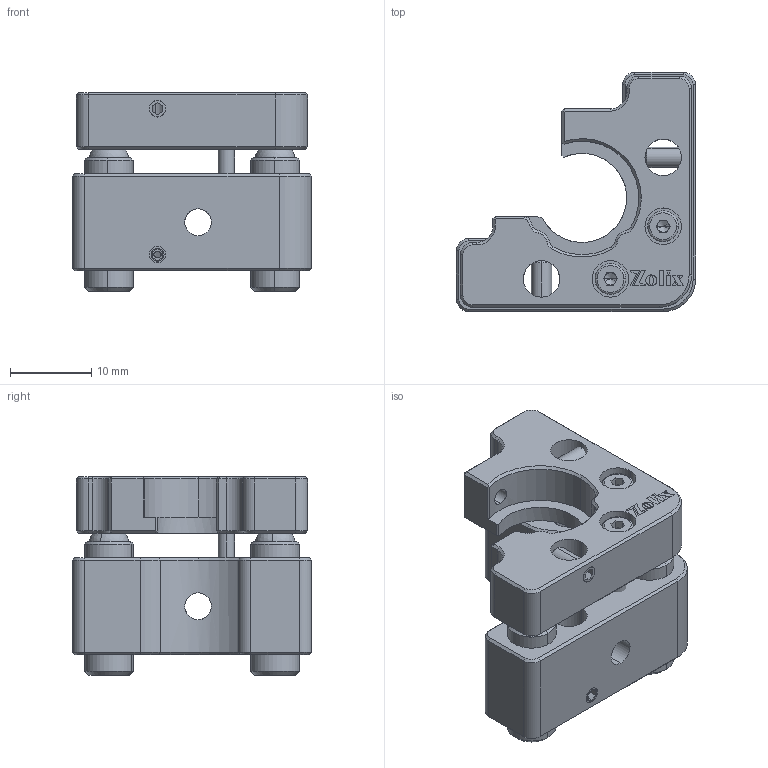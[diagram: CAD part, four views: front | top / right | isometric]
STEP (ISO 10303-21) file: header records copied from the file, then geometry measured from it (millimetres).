
FILE_DESCRIPTION (( 'STEP AP203' ), '1' );
FILE_NAME ('OMUS12.7-B-0.STEP', '2018-12-07T08:32:26', ( '' ), ( '' ), 'SwSTEP 2.0', 'SolidWorks 2016', '' );
FILE_SCHEMA (( 'CONFIG_CONTROL_DESIGN' ));
Length unit declared in the file: millimetre
Products named in the file (1): OMUS12.7-B-0
Bounding box: 29.5 x 29.5 x 24.54 mm (x, y, z)
Surface area: 6241.8 mm2 (no closed solid volume)
Topology: 0 solids, 24 shells, 317 faces, 1078 edges, 769 vertices
Faces by surface type: plane 147, cone 80, cylinder 80, sphere 6, torus 4
Entity records: 11894 total; most frequent: CARTESIAN_POINT 2558, DIRECTION 1946, ORIENTED_EDGE 1704, EDGE_CURVE 1053, VERTEX_POINT 760, LINE 726, VECTOR 726, AXIS2_PLACEMENT_3D 610
